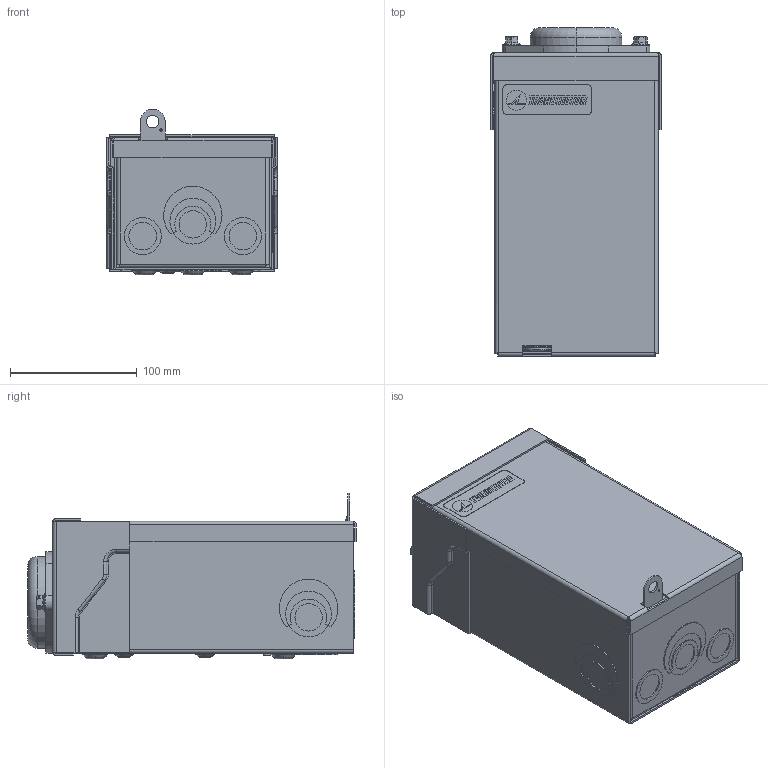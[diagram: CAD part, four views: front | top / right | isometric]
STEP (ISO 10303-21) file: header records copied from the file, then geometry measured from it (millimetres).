
FILE_DESCRIPTION (( 'STEP AP214' ), '1' );
FILE_NAME ('1101-1128-E.STEP', '2019-01-25T16:41:44', ( '' ), ( '' ), 'SwSTEP 2.0', 'SolidWorks 2018', '' );
FILE_SCHEMA (( 'AUTOMOTIVE_DESIGN' ));
Length unit declared in the file: inch
Products named in the file (87): QOB2-4L70RB_Lug1; QOB2-4L70RB_bolt; QOB2-4L70RB_Bar; 2003-3007; QOB2-4L70RB_din rail; 2022-159; 1104-15-000_top^1104-15-000; 3750-101-20; SSOVALSLT QOB2-4L70RB; QOB2-4L70RB_Hex; 1104-15-000; SSOVALSLT 0.3125-24x0.3125-S; QOB2-4L70RB_Lug2; QOB2-4L70RB_Knockout; 3750-276-20; QOB2-4L70RB_Bottom; 1102-014-38_connector^1104-15-000; 2002-318; QOB2-4L70RB_Body; QOB2-4L70RB_din screw_99663A210; 2003-3019; QOB2-4L70RB_top; QOB2-4L70RB_door; 3320-1645^1101-1128; QOB2-4L70RB_deadfront; QOB2-4L70RB_bottom; QOB2-4L70RB_catch; QOB2-4L70RB_cap; 1102-014-38^1104-15-000; QOB2-4L70RB_clip; 2003-2794; QOB2-4L70RB_Deadfront; QOB2-4L70RB_back; QOB2-4L70RB_Term; 2107-275; 2102-023; 2003-3019_Hidden No.; 1101-1128-E; QOB2-4L70RB_Back; QOB2-4L70RB_din screw ...
Assembly tree (53 placements, depth 6):
  QOB2-4L70RB_bolt
  QOB2-4L70RB_Bar
  QOB2-4L70RB_din rail
  3750-101-20
  SSOVALSLT QOB2-4L70RB
Bounding box: 134.62 x 259.84 x 130.76 mm (x, y, z)
Volume: 635577 mm3; surface area: 533665.7 mm2
Topology: 65 solids, 65 shells, 5014 faces, 13082 edges, 8473 vertices
Faces by surface type: plane 2929, cylinder 879, bspline 731, cone 327, torus 120, sphere 28
Entity records: 217445 total; most frequent: CARTESIAN_POINT 73932, ORIENTED_EDGE 24470, DIRECTION 20124, EDGE_CURVE 12235, LINE 8558, VECTOR 8558, VERTEX_POINT 7967, AXIS2_PLACEMENT_3D 5783
